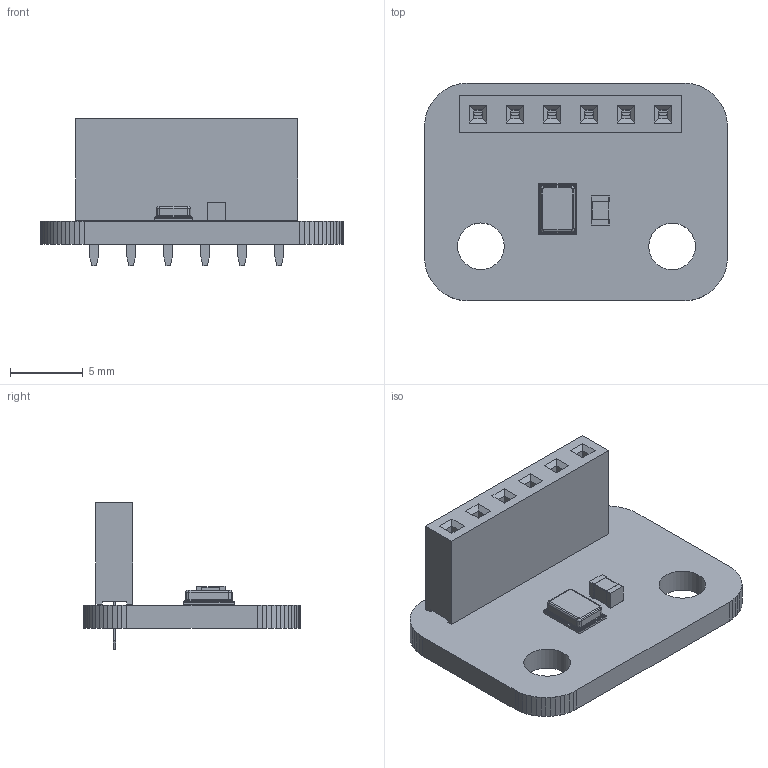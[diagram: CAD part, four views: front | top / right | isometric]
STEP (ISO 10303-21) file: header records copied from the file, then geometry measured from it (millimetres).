
FILE_DESCRIPTION(('KiCad electronic assembly'),'2;1');
FILE_NAME('microphone.step','2024-09-26T12:31:22',('Pcbnew'),('Kicad'), 'Open CASCADE STEP processor 7.6','KiCad to STEP converter','Unknown' );
FILE_SCHEMA(('AUTOMOTIVE_DESIGN { 1 0 10303 214 1 1 1 1 }'));
Length unit declared in the file: millimetre
Products named in the file (8): microphone 1; ICS-43434; COMPOUND; PinSocket_1x06_P2.54mm_Vertical; SOLID; C_0805_2012Metric; microphone PCB
Assembly tree (7 placements, depth 3):
  microphone 1
    ICS-43434
      COMPOUND
    PinSocket_1x06_P2.54mm_Vertical
      SOLID
    C_0805_2012Metric
      SOLID
    microphone PCB
Bounding box: 20.79 x 14.95 x 10.1 mm (x, y, z)
Volume: 715.3 mm3; surface area: 1253.7 mm2
Topology: 11 solids, 11 shells, 433 faces, 1093 edges, 710 vertices
Faces by surface type: plane 354, cylinder 71, torus 4, bspline 4
Full cylindrical faces by diameter (mm): 0.5 x1, 1 x6, 3.2 x2
Entity records: 29919 total; most frequent: CARTESIAN_POINT 5830, DIRECTION 4187, LINE 3007, VECTOR 3007, ORIENTED_EDGE 2186, PCURVE 2186, DEFINITIONAL_REPRESENTATION 2186, EDGE_CURVE 1093
